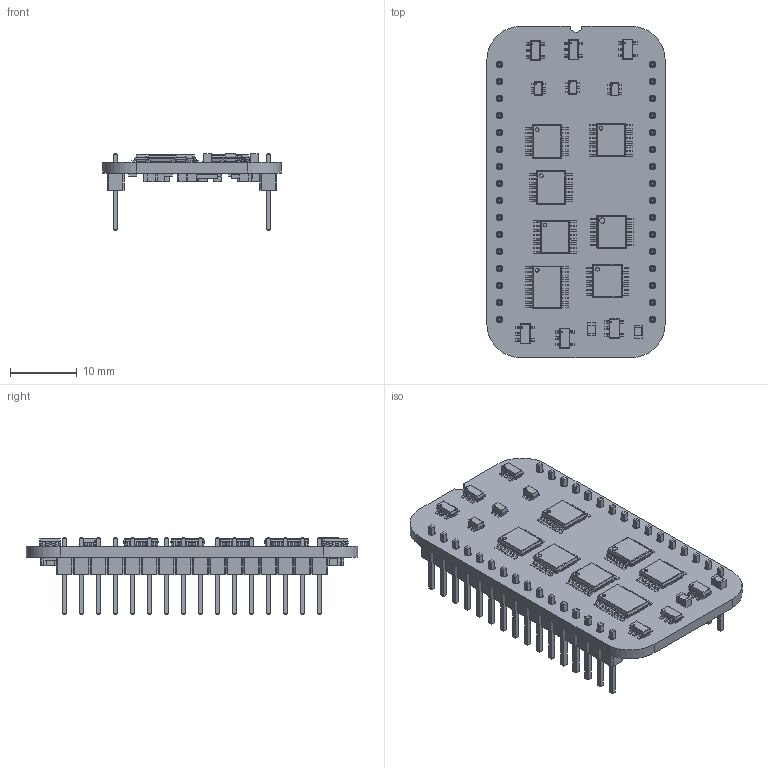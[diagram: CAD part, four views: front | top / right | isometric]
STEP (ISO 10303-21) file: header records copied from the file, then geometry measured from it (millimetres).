
FILE_DESCRIPTION(('KiCad electronic assembly'),'2;1');
FILE_NAME('W65C816 Clock Hold.step','2024-05-23T08:04:30',('Pcbnew'),( 'Kicad'),'Open CASCADE STEP processor 7.7','KiCad to STEP converter' ,'Unknown');
FILE_SCHEMA(('AUTOMOTIVE_DESIGN { 1 0 10303 214 1 1 1 1 }'));
Length unit declared in the file: millimetre
Products named in the file (24): W65C816 Clock Hold 1; 74LVC2G04GW-Q100H; ASSEMBLY; M74VHC1G126DTT1G; 74LVC74APW,118; MC74VHC139DR2G; 74LVC273PW,118; C_0805_2012Metric; SN74AHCT02PWR; PW0014A_ASM; AP7365-33WG-7; CAY16-470J4LF; PinHeader_1x16_P2.54mm_Vertical; PinHeader_1x16_P254mm_Vertical; R_0805_2012Metric; W65C816 Clock Hold_PCB
Assembly tree (59 placements, depth 3):
  W65C816 Clock Hold 1
    74LVC2G04GW-Q100H  x3
      ASSEMBLY
    M74VHC1G126DTT1G  x5
      ASSEMBLY
    74LVC74APW,118  x3
      ASSEMBLY
    MC74VHC139DR2G  x2
      ASSEMBLY
    74LVC273PW,118
      ASSEMBLY
    C_0805_2012Metric  x21
      C_0805_2012Metric
    SN74AHCT02PWR
      PW0014A_ASM
    AP7365-33WG-7
      ASSEMBLY
    CAY16-470J4LF  x4
      ASSEMBLY
    PinHeader_1x16_P2.54mm_Vertical  x2
      PinHeader_1x16_P254mm_Vertical
    R_0805_2012Metric  x4
      R_0805_2012Metric
    W65C816 Clock Hold_PCB
Bounding box: 26.67 x 49.53 x 11.54 mm (x, y, z)
Volume: 2939.2 mm3; surface area: 5633.2 mm2
Topology: 236 solids, 236 shells, 4175 faces, 10207 edges, 6626 vertices
Faces by surface type: plane 3207, cylinder 960, sphere 8
Full cylindrical faces by diameter (mm): 0.156 x3, 0.188 x5, 0.2 x1, 0.55 x6, 1 x32
Entity records: 55769 total; most frequent: CARTESIAN_POINT 9161, ORIENTED_EDGE 8748, DIRECTION 8746, EDGE_CURVE 4374, LINE 3640, VECTOR 3640, VERTEX_POINT 2832, AXIS2_PLACEMENT_3D 2553
